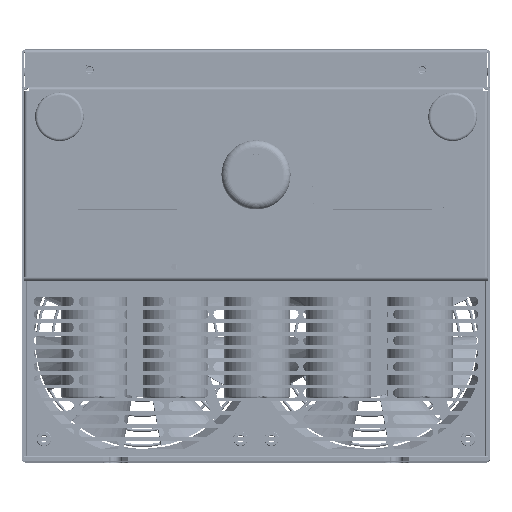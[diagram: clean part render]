
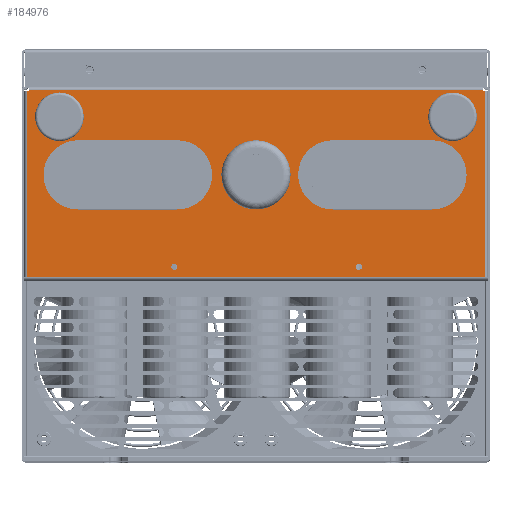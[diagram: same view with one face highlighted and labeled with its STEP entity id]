
A CAD part, top view. The second image highlights one B-rep face of the part: STEP entity #184976.
In plain terms, the highlighted planar face has unit normal (0, 0, 1).
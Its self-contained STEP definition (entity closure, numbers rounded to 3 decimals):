
#175017=DIRECTION('',(1.,0.,0.));
#175018=VECTOR('',#175017,0.6);
#175019=CARTESIAN_POINT('',(121.5,88.,182.9));
#175020=LINE('',#175019,#175018);
#175024=DIRECTION('',(0.,1.,0.));
#175025=VECTOR('',#175024,0.6);
#175026=CARTESIAN_POINT('',(-121.5,88.,182.9));
#175027=LINE('',#175026,#175025);
#175031=CARTESIAN_POINT('',(105.,74.,182.9));
#175032=DIRECTION('',(0.,0.,1.));
#175033=DIRECTION('',(-1.,0.,0.));
#175034=AXIS2_PLACEMENT_3D('',#175031,#175032,#175033);
#175039=CARTESIAN_POINT('',(105.,74.,182.9));
#175040=DIRECTION('',(0.,0.,1.));
#175041=DIRECTION('',(1.,0.,0.));
#175042=AXIS2_PLACEMENT_3D('',#175039,#175040,#175041);
#175047=CARTESIAN_POINT('',(0.,43.,182.9));
#175048=DIRECTION('',(0.,0.,1.));
#175049=DIRECTION('',(-1.,0.,0.));
#175050=AXIS2_PLACEMENT_3D('',#175047,#175048,#175049);
#175055=CARTESIAN_POINT('',(0.,43.,182.9));
#175056=DIRECTION('',(0.,0.,1.));
#175057=DIRECTION('',(1.,0.,0.));
#175058=AXIS2_PLACEMENT_3D('',#175055,#175056,#175057);
#175063=DIRECTION('',(-1.,0.,0.));
#175064=VECTOR('',#175063,54.);
#175065=CARTESIAN_POINT('',(95.,58.5,182.9));
#175066=LINE('',#175065,#175064);
#175070=CARTESIAN_POINT('',(41.,43.,182.9));
#175071=DIRECTION('',(0.,0.,1.));
#175072=DIRECTION('',(0.,1.,0.));
#175073=AXIS2_PLACEMENT_3D('',#175070,#175071,#175072);
#175078=DIRECTION('',(1.,0.,0.));
#175079=VECTOR('',#175078,54.);
#175080=CARTESIAN_POINT('',(41.,27.5,182.9));
#175081=LINE('',#175080,#175079);
#175085=CARTESIAN_POINT('',(95.,43.,182.9));
#175086=DIRECTION('',(0.,0.,1.));
#175087=DIRECTION('',(0.,-1.,0.));
#175088=AXIS2_PLACEMENT_3D('',#175085,#175086,#175087);
#175093=CARTESIAN_POINT('',(-41.,43.,182.9));
#175094=DIRECTION('',(0.,0.,1.));
#175095=DIRECTION('',(0.,-1.,0.));
#175096=AXIS2_PLACEMENT_3D('',#175093,#175094,#175095);
#175101=DIRECTION('',(-1.,0.,0.));
#175102=VECTOR('',#175101,54.);
#175103=CARTESIAN_POINT('',(-41.,58.5,182.9));
#175104=LINE('',#175103,#175102);
#175108=CARTESIAN_POINT('',(-95.,43.,182.9));
#175109=DIRECTION('',(0.,0.,1.));
#175110=DIRECTION('',(0.,1.,0.));
#175111=AXIS2_PLACEMENT_3D('',#175108,#175109,#175110);
#175116=DIRECTION('',(1.,0.,0.));
#175117=VECTOR('',#175116,54.);
#175118=CARTESIAN_POINT('',(-95.,27.5,182.9));
#175119=LINE('',#175118,#175117);
#175123=CARTESIAN_POINT('',(-43.6,-6.1,182.9));
#175124=DIRECTION('',(0.,0.,1.));
#175125=DIRECTION('',(-1.,0.,0.));
#175126=AXIS2_PLACEMENT_3D('',#175123,#175124,#175125);
#175131=CARTESIAN_POINT('',(-43.6,-6.1,182.9));
#175132=DIRECTION('',(0.,0.,1.));
#175133=DIRECTION('',(1.,0.,0.));
#175134=AXIS2_PLACEMENT_3D('',#175131,#175132,#175133);
#175139=CARTESIAN_POINT('',(55.,-6.1,182.9));
#175140=DIRECTION('',(0.,0.,1.));
#175141=DIRECTION('',(-1.,0.,0.));
#175142=AXIS2_PLACEMENT_3D('',#175139,#175140,#175141);
#175147=CARTESIAN_POINT('',(55.,-6.1,182.9));
#175148=DIRECTION('',(0.,0.,1.));
#175149=DIRECTION('',(1.,0.,0.));
#175150=AXIS2_PLACEMENT_3D('',#175147,#175148,#175149);
#175155=CARTESIAN_POINT('',(-105.,74.,182.9));
#175156=DIRECTION('',(0.,0.,1.));
#175157=DIRECTION('',(-1.,0.,0.));
#175158=AXIS2_PLACEMENT_3D('',#175155,#175156,#175157);
#175163=CARTESIAN_POINT('',(-105.,74.,182.9));
#175164=DIRECTION('',(0.,0.,1.));
#175165=DIRECTION('',(1.,0.,0.));
#175166=AXIS2_PLACEMENT_3D('',#175163,#175164,#175165);
#175185=DIRECTION('',(0.,1.,0.));
#175186=VECTOR('',#175185,0.6);
#175187=CARTESIAN_POINT('',(121.5,88.,182.9));
#175188=LINE('',#175187,#175186);
#175222=DIRECTION('',(-1.,0.,0.));
#175223=VECTOR('',#175222,243.);
#175224=CARTESIAN_POINT('',(121.5,88.6,182.9));
#175225=LINE('',#175224,#175223);
#175273=DIRECTION('',(-1.,0.,0.));
#175274=VECTOR('',#175273,0.6);
#175275=CARTESIAN_POINT('',(-121.5,88.,182.9));
#175276=LINE('',#175275,#175274);
#175310=DIRECTION('',(0.,-1.,0.));
#175311=VECTOR('',#175310,99.6);
#175312=CARTESIAN_POINT('',(-122.1,88.,182.9));
#175313=LINE('',#175312,#175311);
#175354=DIRECTION('',(1.,0.,0.));
#175355=VECTOR('',#175354,244.2);
#175356=CARTESIAN_POINT('',(-122.1,-11.6,182.9));
#175357=LINE('',#175356,#175355);
#175419=DIRECTION('',(0.,1.,0.));
#175420=VECTOR('',#175419,99.6);
#175421=CARTESIAN_POINT('',(122.1,-11.6,182.9));
#175422=LINE('',#175421,#175420);
#183423=CARTESIAN_POINT('',(121.5,88.,182.9));
#183424=CARTESIAN_POINT('',(122.1,88.,182.9));
#183425=VERTEX_POINT('',#183423);
#183426=VERTEX_POINT('',#183424);
#183427=CARTESIAN_POINT('',(122.1,-11.6,182.9));
#183428=VERTEX_POINT('',#183427);
#183429=CARTESIAN_POINT('',(-122.1,-11.6,182.9));
#183430=VERTEX_POINT('',#183429);
#183431=CARTESIAN_POINT('',(-122.1,88.,182.9));
#183432=VERTEX_POINT('',#183431);
#183433=CARTESIAN_POINT('',(-121.5,88.,182.9));
#183434=VERTEX_POINT('',#183433);
#183435=CARTESIAN_POINT('',(-121.5,88.6,182.9));
#183436=VERTEX_POINT('',#183435);
#183437=CARTESIAN_POINT('',(121.5,88.6,182.9));
#183438=VERTEX_POINT('',#183437);
#183439=CARTESIAN_POINT('',(94.,74.,182.9));
#183440=CARTESIAN_POINT('',(116.,74.,182.9));
#183441=VERTEX_POINT('',#183439);
#183442=VERTEX_POINT('',#183440);
#183443=CARTESIAN_POINT('',(-16.,43.,182.9));
#183444=CARTESIAN_POINT('',(16.,43.,182.9));
#183445=VERTEX_POINT('',#183443);
#183446=VERTEX_POINT('',#183444);
#183447=CARTESIAN_POINT('',(95.,58.5,182.9));
#183448=CARTESIAN_POINT('',(41.,58.5,182.9));
#183449=VERTEX_POINT('',#183447);
#183450=VERTEX_POINT('',#183448);
#183451=CARTESIAN_POINT('',(41.,27.5,182.9));
#183452=VERTEX_POINT('',#183451);
#183453=CARTESIAN_POINT('',(95.,27.5,182.9));
#183454=VERTEX_POINT('',#183453);
#183455=CARTESIAN_POINT('',(-41.,27.5,182.9));
#183456=CARTESIAN_POINT('',(-41.,58.5,182.9));
#183457=VERTEX_POINT('',#183455);
#183458=VERTEX_POINT('',#183456);
#183459=CARTESIAN_POINT('',(-95.,58.5,182.9));
#183460=VERTEX_POINT('',#183459);
#183461=CARTESIAN_POINT('',(-95.,27.5,182.9));
#183462=VERTEX_POINT('',#183461);
#183463=CARTESIAN_POINT('',(-45.25,-6.1,182.9));
#183464=CARTESIAN_POINT('',(-41.95,-6.1,182.9));
#183465=VERTEX_POINT('',#183463);
#183466=VERTEX_POINT('',#183464);
#183467=CARTESIAN_POINT('',(53.35,-6.1,182.9));
#183468=CARTESIAN_POINT('',(56.65,-6.1,182.9));
#183469=VERTEX_POINT('',#183467);
#183470=VERTEX_POINT('',#183468);
#183471=CARTESIAN_POINT('',(-116.,74.,182.9));
#183472=CARTESIAN_POINT('',(-94.,74.,182.9));
#183473=VERTEX_POINT('',#183471);
#183474=VERTEX_POINT('',#183472);
#184903=CARTESIAN_POINT('',(123.8,-13.3,182.9));
#184904=DIRECTION('',(0.,0.,1.));
#184905=DIRECTION('',(0.,1.,0.));
#184906=AXIS2_PLACEMENT_3D('',#184903,#184904,#184905);
#184907=PLANE('',#184906);
#184909=ORIENTED_EDGE('',*,*,#184908,.T.);
#184911=ORIENTED_EDGE('',*,*,#184910,.F.);
#184913=ORIENTED_EDGE('',*,*,#184912,.F.);
#184915=ORIENTED_EDGE('',*,*,#184914,.F.);
#184917=ORIENTED_EDGE('',*,*,#184916,.F.);
#184919=ORIENTED_EDGE('',*,*,#184918,.T.);
#184921=ORIENTED_EDGE('',*,*,#184920,.F.);
#184923=ORIENTED_EDGE('',*,*,#184922,.F.);
#184924=EDGE_LOOP('',(#184909,#184911,#184913,#184915,#184917,#184919,#184921,
#184923));
#184925=FACE_OUTER_BOUND('',#184924,.F.);
#184927=ORIENTED_EDGE('',*,*,#184926,.T.);
#184929=ORIENTED_EDGE('',*,*,#184928,.T.);
#184930=EDGE_LOOP('',(#184927,#184929));
#184931=FACE_BOUND('',#184930,.F.);
#184933=ORIENTED_EDGE('',*,*,#184932,.T.);
#184935=ORIENTED_EDGE('',*,*,#184934,.T.);
#184936=EDGE_LOOP('',(#184933,#184935));
#184937=FACE_BOUND('',#184936,.F.);
#184939=ORIENTED_EDGE('',*,*,#184938,.T.);
#184941=ORIENTED_EDGE('',*,*,#184940,.T.);
#184943=ORIENTED_EDGE('',*,*,#184942,.T.);
#184945=ORIENTED_EDGE('',*,*,#184944,.T.);
#184946=EDGE_LOOP('',(#184939,#184941,#184943,#184945));
#184947=FACE_BOUND('',#184946,.F.);
#184949=ORIENTED_EDGE('',*,*,#184948,.T.);
#184951=ORIENTED_EDGE('',*,*,#184950,.T.);
#184953=ORIENTED_EDGE('',*,*,#184952,.T.);
#184955=ORIENTED_EDGE('',*,*,#184954,.T.);
#184956=EDGE_LOOP('',(#184949,#184951,#184953,#184955));
#184957=FACE_BOUND('',#184956,.F.);
#184959=ORIENTED_EDGE('',*,*,#184958,.T.);
#184961=ORIENTED_EDGE('',*,*,#184960,.T.);
#184962=EDGE_LOOP('',(#184959,#184961));
#184963=FACE_BOUND('',#184962,.F.);
#184965=ORIENTED_EDGE('',*,*,#184964,.T.);
#184967=ORIENTED_EDGE('',*,*,#184966,.T.);
#184968=EDGE_LOOP('',(#184965,#184967));
#184969=FACE_BOUND('',#184968,.F.);
#184971=ORIENTED_EDGE('',*,*,#184970,.T.);
#184973=ORIENTED_EDGE('',*,*,#184972,.T.);
#184974=EDGE_LOOP('',(#184971,#184973));
#184975=FACE_BOUND('',#184974,.F.);
#175035=CIRCLE('',#175034,11.);
#175043=CIRCLE('',#175042,11.);
#175051=CIRCLE('',#175050,16.);
#175059=CIRCLE('',#175058,16.);
#175074=CIRCLE('',#175073,15.5);
#175089=CIRCLE('',#175088,15.5);
#175097=CIRCLE('',#175096,15.5);
#175112=CIRCLE('',#175111,15.5);
#175127=CIRCLE('',#175126,1.65);
#175135=CIRCLE('',#175134,1.65);
#175143=CIRCLE('',#175142,1.65);
#175151=CIRCLE('',#175150,1.65);
#175159=CIRCLE('',#175158,11.);
#175167=CIRCLE('',#175166,11.);
#184908=EDGE_CURVE('',#183425,#183426,#175020,.T.);
#184910=EDGE_CURVE('',#183428,#183426,#175422,.T.);
#184912=EDGE_CURVE('',#183430,#183428,#175357,.T.);
#184914=EDGE_CURVE('',#183432,#183430,#175313,.T.);
#184916=EDGE_CURVE('',#183434,#183432,#175276,.T.);
#184918=EDGE_CURVE('',#183434,#183436,#175027,.T.);
#184920=EDGE_CURVE('',#183438,#183436,#175225,.T.);
#184922=EDGE_CURVE('',#183425,#183438,#175188,.T.);
#184926=EDGE_CURVE('',#183441,#183442,#175035,.T.);
#184928=EDGE_CURVE('',#183442,#183441,#175043,.T.);
#184932=EDGE_CURVE('',#183445,#183446,#175051,.T.);
#184934=EDGE_CURVE('',#183446,#183445,#175059,.T.);
#184938=EDGE_CURVE('',#183449,#183450,#175066,.T.);
#184940=EDGE_CURVE('',#183450,#183452,#175074,.T.);
#184942=EDGE_CURVE('',#183452,#183454,#175081,.T.);
#184944=EDGE_CURVE('',#183454,#183449,#175089,.T.);
#184948=EDGE_CURVE('',#183457,#183458,#175097,.T.);
#184950=EDGE_CURVE('',#183458,#183460,#175104,.T.);
#184952=EDGE_CURVE('',#183460,#183462,#175112,.T.);
#184954=EDGE_CURVE('',#183462,#183457,#175119,.T.);
#184958=EDGE_CURVE('',#183465,#183466,#175127,.T.);
#184960=EDGE_CURVE('',#183466,#183465,#175135,.T.);
#184964=EDGE_CURVE('',#183469,#183470,#175143,.T.);
#184966=EDGE_CURVE('',#183470,#183469,#175151,.T.);
#184970=EDGE_CURVE('',#183473,#183474,#175159,.T.);
#184972=EDGE_CURVE('',#183474,#183473,#175167,.T.);
#184976=ADVANCED_FACE('',(#184925,#184931,#184937,#184947,#184957,#184963,
#184969,#184975),#184907,.T.);
